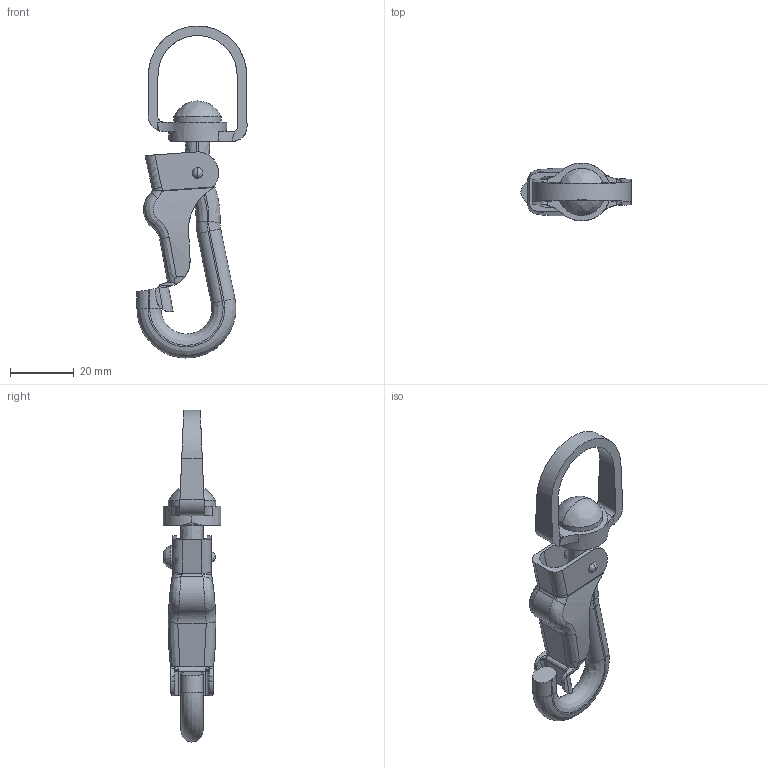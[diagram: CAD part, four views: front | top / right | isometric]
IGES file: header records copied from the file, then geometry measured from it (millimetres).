
Start section: ------------------------------------------------------------------------
Global section: file name: PC3955.16124.TM_179_1_8522.igs; native system: spGate; preprocessor: ver20.6.3 (****-****-****-****); author: Unknown; organization: Unknown; date: 260318.155134; units: millimetre
Bounding box: 34.47 x 18.15 x 103.99 mm (x, y, z)
Volume: 10238.4 mm3; surface area: 9058.7 mm2
Topology: 3 solids, 3 shells, 165 faces, 447 edges, 281 vertices
Faces by surface type: bspline 165
